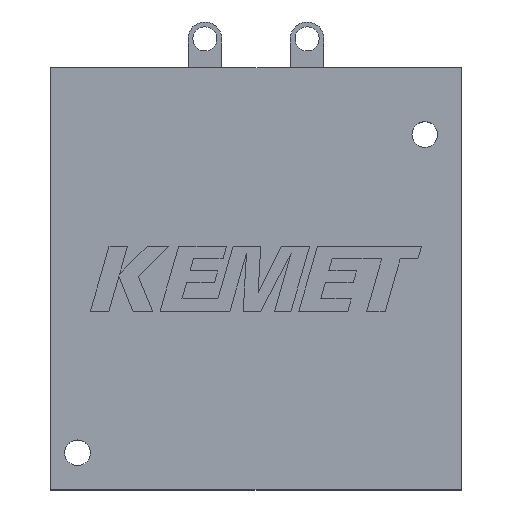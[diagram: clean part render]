
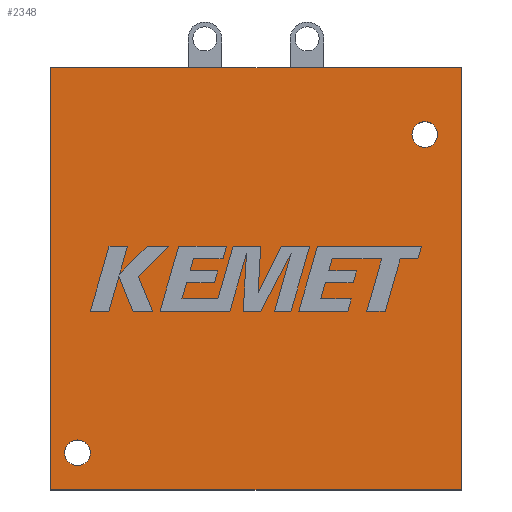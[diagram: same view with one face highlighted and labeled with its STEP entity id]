
A CAD part, top view. The second image highlights one B-rep face of the part: STEP entity #2348.
In plain terms, the highlighted planar face has unit normal (0, 0, 1).
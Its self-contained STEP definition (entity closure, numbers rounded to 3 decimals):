
#30 = DIRECTION ( 'NONE',  ( 1., 0., 0. ) ) ;
#34 = LINE ( 'NONE', #2807, #1966 ) ;
#43 = EDGE_LOOP ( 'NONE', ( #3133, #757 ) ) ;
#50 = LINE ( 'NONE', #1509, #1481 ) ;
#71 = DIRECTION ( 'NONE',  ( 0., 0., 1. ) ) ;
#82 = CARTESIAN_POINT ( 'NONE',  ( 46.48, 44.18, 11.3 ) ) ;
#144 = DIRECTION ( 'NONE',  ( 0., 0., -1. ) ) ;
#164 = VERTEX_POINT ( 'NONE', #1484 ) ;
#218 = EDGE_CURVE ( 'NONE', #1940, #1570, #34, .T. ) ;
#238 = FACE_OUTER_BOUND ( 'NONE', #1348, .T. ) ;
#239 = EDGE_CURVE ( 'NONE', #453, #909, #3226, .T. ) ;
#241 = DIRECTION ( 'NONE',  ( 1., 0., 0. ) ) ;
#271 = CARTESIAN_POINT ( 'NONE',  ( 1.7, 4.6, 11.3 ) ) ;
#399 = DIRECTION ( 'NONE',  ( 1., 0., 0. ) ) ;
#418 = DIRECTION ( 'NONE',  ( 0., 0., 1. ) ) ;
#432 = VECTOR ( 'NONE', #1500, 1000. ) ;
#446 = EDGE_CURVE ( 'NONE', #164, #1940, #2227, .T. ) ;
#453 = VERTEX_POINT ( 'NONE', #2324 ) ;
#496 = CARTESIAN_POINT ( 'NONE',  ( 3.3, 4.6, 11.3 ) ) ;
#757 = ORIENTED_EDGE ( 'NONE', *, *, #3646, .F. ) ;
#909 = VERTEX_POINT ( 'NONE', #1276 ) ;
#926 = CIRCLE ( 'NONE', #2580, 1.6 ) ;
#1007 = DIRECTION ( 'NONE',  ( 1., 0., 0. ) ) ;
#1046 = ORIENTED_EDGE ( 'NONE', *, *, #3258, .F. ) ;
#1057 = DIRECTION ( 'NONE',  ( -1., 0., 0. ) ) ;
#1159 = EDGE_CURVE ( 'NONE', #2804, #2880, #926, .T. ) ;
#1234 = CIRCLE ( 'NONE', #3011, 1.6 ) ;
#1237 = CARTESIAN_POINT ( 'NONE',  ( 3.3, 4.6, 11.3 ) ) ;
#1250 = ORIENTED_EDGE ( 'NONE', *, *, #446, .T. ) ;
#1255 = EDGE_LOOP ( 'NONE', ( #1046, #2438 ) ) ;
#1275 = CARTESIAN_POINT ( 'NONE',  ( 46.48, 44.18, 11.3 ) ) ;
#1276 = CARTESIAN_POINT ( 'NONE',  ( 44.88, 44.18, 11.3 ) ) ;
#1348 = EDGE_LOOP ( 'NONE', ( #2017, #3446, #1250, #1705 ) ) ;
#1469 = EDGE_CURVE ( 'NONE', #1522, #164, #50, .T. ) ;
#1481 = VECTOR ( 'NONE', #2077, 1000. ) ;
#1484 = CARTESIAN_POINT ( 'NONE',  ( 50.98, 52.48, 11.3 ) ) ;
#1500 = DIRECTION ( 'NONE',  ( -1., 0., 0. ) ) ;
#1509 = CARTESIAN_POINT ( 'NONE',  ( 50.98, 52.48, 11.3 ) ) ;
#1522 = VERTEX_POINT ( 'NONE', #2727 ) ;
#1570 = VERTEX_POINT ( 'NONE', #2008 ) ;
#1611 = AXIS2_PLACEMENT_3D ( 'NONE', #496, #2281, #241 ) ;
#1693 = AXIS2_PLACEMENT_3D ( 'NONE', #82, #71, #3301 ) ;
#1705 = ORIENTED_EDGE ( 'NONE', *, *, #218, .T. ) ;
#1788 = LINE ( 'NONE', #2774, #3312 ) ;
#1794 = CIRCLE ( 'NONE', #1611, 1.6 ) ;
#1940 = VERTEX_POINT ( 'NONE', #2888 ) ;
#1966 = VECTOR ( 'NONE', #3406, 1000. ) ;
#2008 = CARTESIAN_POINT ( 'NONE',  ( 0., 0., 11.3 ) ) ;
#2017 = ORIENTED_EDGE ( 'NONE', *, *, #2051, .T. ) ;
#2051 = EDGE_CURVE ( 'NONE', #1570, #1522, #1788, .T. ) ;
#2054 = AXIS2_PLACEMENT_3D ( 'NONE', #3087, #144, #1057 ) ;
#2077 = DIRECTION ( 'NONE',  ( 0., 1., 0. ) ) ;
#2227 = LINE ( 'NONE', #2653, #432 ) ;
#2281 = DIRECTION ( 'NONE',  ( 0., 0., 1. ) ) ;
#2324 = CARTESIAN_POINT ( 'NONE',  ( 48.08, 44.18, 11.3 ) ) ;
#2348 = ADVANCED_FACE ( 'NONE', ( #3351, #2586, #238 ), #2824, .F. ) ;
#2438 = ORIENTED_EDGE ( 'NONE', *, *, #1159, .F. ) ;
#2580 = AXIS2_PLACEMENT_3D ( 'NONE', #1237, #2646, #30 ) ;
#2586 = FACE_BOUND ( 'NONE', #1255, .T. ) ;
#2646 = DIRECTION ( 'NONE',  ( 0., 0., 1. ) ) ;
#2653 = CARTESIAN_POINT ( 'NONE',  ( 0., 52.48, 11.3 ) ) ;
#2727 = CARTESIAN_POINT ( 'NONE',  ( 50.98, 0., 11.3 ) ) ;
#2774 = CARTESIAN_POINT ( 'NONE',  ( 50.98, 0., 11.3 ) ) ;
#2804 = VERTEX_POINT ( 'NONE', #271 ) ;
#2807 = CARTESIAN_POINT ( 'NONE',  ( 0., 0., 11.3 ) ) ;
#2824 = PLANE ( 'NONE',  #2054 ) ;
#2880 = VERTEX_POINT ( 'NONE', #3222 ) ;
#2888 = CARTESIAN_POINT ( 'NONE',  ( 0., 52.48, 11.3 ) ) ;
#3011 = AXIS2_PLACEMENT_3D ( 'NONE', #1275, #418, #399 ) ;
#3087 = CARTESIAN_POINT ( 'NONE',  ( 0., 0., 11.3 ) ) ;
#3133 = ORIENTED_EDGE ( 'NONE', *, *, #239, .F. ) ;
#3222 = CARTESIAN_POINT ( 'NONE',  ( 4.9, 4.6, 11.3 ) ) ;
#3226 = CIRCLE ( 'NONE', #1693, 1.6 ) ;
#3258 = EDGE_CURVE ( 'NONE', #2880, #2804, #1794, .T. ) ;
#3301 = DIRECTION ( 'NONE',  ( 1., 0., 0. ) ) ;
#3312 = VECTOR ( 'NONE', #1007, 1000. ) ;
#3351 = FACE_BOUND ( 'NONE', #43, .T. ) ;
#3406 = DIRECTION ( 'NONE',  ( 0., -1., 0. ) ) ;
#3446 = ORIENTED_EDGE ( 'NONE', *, *, #1469, .T. ) ;
#3646 = EDGE_CURVE ( 'NONE', #909, #453, #1234, .T. ) ;
